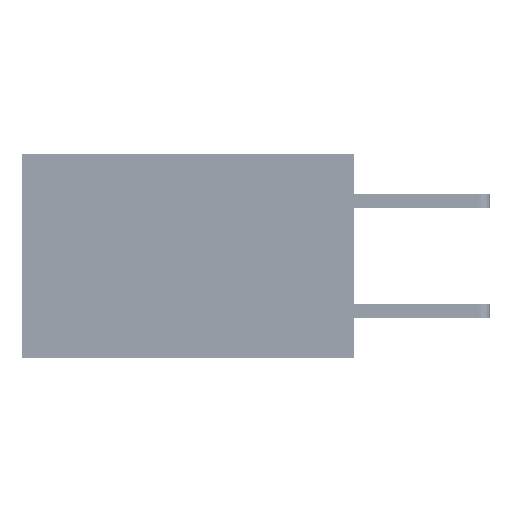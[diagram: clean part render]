
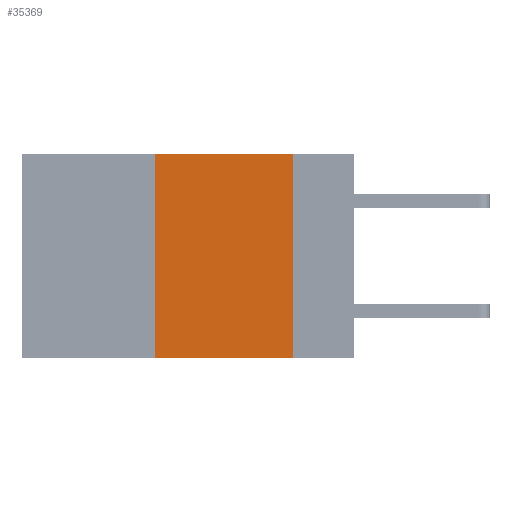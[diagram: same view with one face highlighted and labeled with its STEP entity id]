
A CAD part, left-side view. The second image highlights one B-rep face of the part: STEP entity #35369.
In plain terms, the highlighted planar face has unit normal (-1, 0, 0).
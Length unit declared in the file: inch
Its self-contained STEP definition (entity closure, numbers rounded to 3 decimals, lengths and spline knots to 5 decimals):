
#3987 = EDGE_LOOP ( 'NONE', ( #16915, #35758, #45112, #11393 ) ) ;
#4806 = DIRECTION ( 'NONE',  ( 0., 0., -1. ) ) ;
#5103 = CARTESIAN_POINT ( 'NONE',  ( 0., 0.6, 0. ) ) ;
#5538 = VERTEX_POINT ( 'NONE', #22597 ) ;
#9243 = DIRECTION ( 'NONE',  ( 0., 0., -1. ) ) ;
#9518 = DIRECTION ( 'NONE',  ( 0., -1., 0. ) ) ;
#9932 = VECTOR ( 'NONE', #9518, 39.37008 ) ;
#11393 = ORIENTED_EDGE ( 'NONE', *, *, #17946, .T. ) ;
#15687 = CARTESIAN_POINT ( 'NONE',  ( 0., 0.11, 0. ) ) ;
#16347 = LINE ( 'NONE', #44209, #23863 ) ;
#16915 = ORIENTED_EDGE ( 'NONE', *, *, #34445, .F. ) ;
#17946 = EDGE_CURVE ( 'NONE', #5538, #27187, #16347, .T. ) ;
#17976 = CARTESIAN_POINT ( 'NONE',  ( 0., 0.36, 0. ) ) ;
#19521 = FACE_OUTER_BOUND ( 'NONE', #3987, .T. ) ;
#19583 = CARTESIAN_POINT ( 'NONE',  ( 0., 0.6, 0. ) ) ;
#19632 = AXIS2_PLACEMENT_3D ( 'NONE', #5103, #33483, #9243 ) ;
#22597 = CARTESIAN_POINT ( 'NONE',  ( 0., 0.36, -0.37 ) ) ;
#23278 = LINE ( 'NONE', #23714, #28024 ) ;
#23657 = DIRECTION ( 'NONE',  ( 0., -1., 0. ) ) ;
#23714 = CARTESIAN_POINT ( 'NONE',  ( 0., 0.36, 0. ) ) ;
#23863 = VECTOR ( 'NONE', #23657, 39.37008 ) ;
#26890 = LINE ( 'NONE', #19583, #9932 ) ;
#27112 = DIRECTION ( 'NONE',  ( 0., 0., 1. ) ) ;
#27153 = EDGE_CURVE ( 'NONE', #5538, #36536, #23278, .T. ) ;
#27187 = VERTEX_POINT ( 'NONE', #37635 ) ;
#27436 = VERTEX_POINT ( 'NONE', #15687 ) ;
#28024 = VECTOR ( 'NONE', #27112, 39.37008 ) ;
#28322 = VECTOR ( 'NONE', #4806, 39.37008 ) ;
#29452 = EDGE_CURVE ( 'NONE', #36536, #27436, #26890, .T. ) ;
#33420 = LINE ( 'NONE', #35906, #28322 ) ;
#33483 = DIRECTION ( 'NONE',  ( 1., 0., 0. ) ) ;
#34445 = EDGE_CURVE ( 'NONE', #27436, #27187, #33420, .T. ) ;
#35369 = ADVANCED_FACE ( 'NONE', ( #19521 ), #36450, .F. ) ;
#35758 = ORIENTED_EDGE ( 'NONE', *, *, #29452, .F. ) ;
#35906 = CARTESIAN_POINT ( 'NONE',  ( 0., 0.11, 0. ) ) ;
#36450 = PLANE ( 'NONE',  #19632 ) ;
#36536 = VERTEX_POINT ( 'NONE', #17976 ) ;
#37635 = CARTESIAN_POINT ( 'NONE',  ( 0., 0.11, -0.37 ) ) ;
#44209 = CARTESIAN_POINT ( 'NONE',  ( 0., 0.6, -0.37 ) ) ;
#45112 = ORIENTED_EDGE ( 'NONE', *, *, #27153, .F. ) ;
